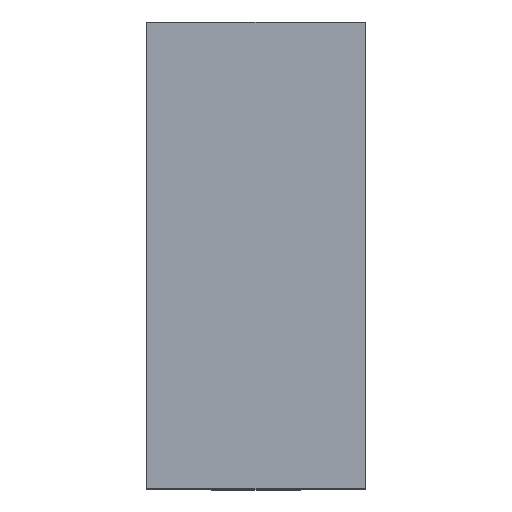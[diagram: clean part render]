
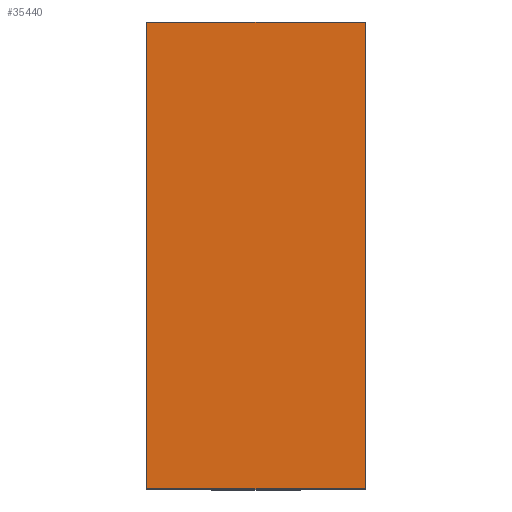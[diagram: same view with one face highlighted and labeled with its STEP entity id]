
A CAD part, top view. The second image highlights one B-rep face of the part: STEP entity #35440.
In plain terms, the highlighted face is planar.
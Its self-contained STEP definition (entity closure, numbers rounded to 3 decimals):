
#12340=CARTESIAN_POINT('',(-59.563,39.9,20.));
#12350=VERTEX_POINT('',#12340);
#12380=CARTESIAN_POINT('',(-83.013,39.9,20.));
#12390=DIRECTION('',(-1.,0.,0.));
#12400=VECTOR('',#12390,1.);
#12410=LINE('',#12380,#12400);
#12420=CARTESIAN_POINT('',(-16.763,39.9,20.));
#12430=VERTEX_POINT('',#12420);
#12440=EDGE_CURVE('',#12430,#12350,#12410,.T.);
#34750=CARTESIAN_POINT('',(-59.563,39.9,0.));
#34760=VERTEX_POINT('',#34750);
#34790=CARTESIAN_POINT('',(-59.563,39.9,9.6));
#34800=DIRECTION('',(0.,0.,1.));
#34810=VECTOR('',#34800,1.);
#34820=LINE('',#34790,#34810);
#34830=EDGE_CURVE('',#34760,#12350,#34820,.T.);
#35060=CARTESIAN_POINT('',(-16.763,39.9,0.));
#35070=VERTEX_POINT('',#35060);
#35120=CARTESIAN_POINT('',(-16.763,39.9,9.6));
#35130=DIRECTION('',(0.,0.,1.));
#35140=VECTOR('',#35130,1.);
#35150=LINE('',#35120,#35140);
#35160=EDGE_CURVE('',#35070,#12430,#35150,.T.);
#35280=CARTESIAN_POINT('',(-16.763,39.9,0.));
#35290=DIRECTION('',(0.,-1.,0.));
#35300=DIRECTION('',(1.,0.,0.));
#35310=AXIS2_PLACEMENT_3D('',#35280,#35290,#35300);
#35320=PLANE('',#35310);
#35330=CARTESIAN_POINT('',(-16.763,39.9,0.));
#35340=DIRECTION('',(-1.,0.,0.));
#35350=VECTOR('',#35340,1.);
#35360=LINE('',#35330,#35350);
#35370=EDGE_CURVE('',#35070,#34760,#35360,.T.);
#35380=ORIENTED_EDGE('',*,*,#35370,.T.);
#35390=ORIENTED_EDGE('',*,*,#35160,.F.);
#35400=ORIENTED_EDGE('',*,*,#12440,.F.);
#35410=ORIENTED_EDGE('',*,*,#34830,.T.);
#35420=EDGE_LOOP('',(#35410,#35400,#35390,#35380));
#35430=FACE_OUTER_BOUND('',#35420,.T.);
#35440=ADVANCED_FACE('',(#35430),#35320,.F.);
